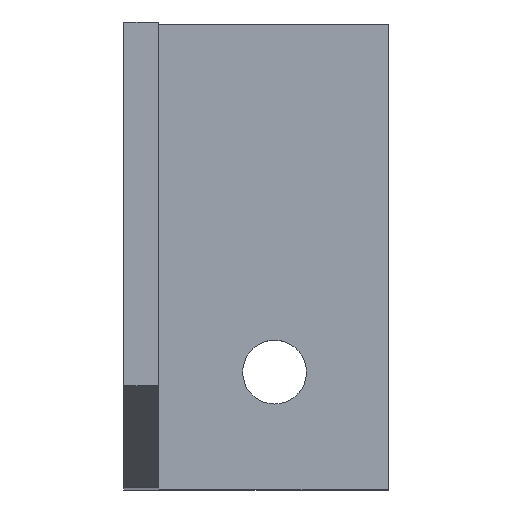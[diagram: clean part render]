
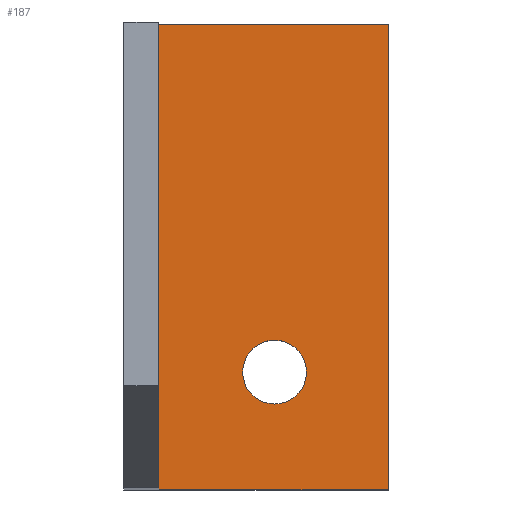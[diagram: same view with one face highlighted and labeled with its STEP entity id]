
A CAD part, top view. The second image highlights one B-rep face of the part: STEP entity #187.
In plain terms, the highlighted planar face has unit normal (0, 0, 1).
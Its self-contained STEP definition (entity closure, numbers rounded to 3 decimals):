
#17=FACE_BOUND('',#36,.T.);
#19=CIRCLE('',#200,2.75);
#24=FACE_OUTER_BOUND('',#35,.T.);
#35=EDGE_LOOP('',(#146,#147,#148,#149));
#36=EDGE_LOOP('',(#150));
#47=LINE('',#268,#69);
#55=LINE('',#289,#77);
#56=LINE('',#291,#78);
#57=LINE('',#292,#79);
#69=VECTOR('',#216,10.);
#77=VECTOR('',#236,10.);
#78=VECTOR('',#237,10.);
#79=VECTOR('',#238,10.);
#86=VERTEX_POINT('',#257);
#91=VERTEX_POINT('',#266);
#97=VERTEX_POINT('',#284);
#98=VERTEX_POINT('',#288);
#99=VERTEX_POINT('',#290);
#107=EDGE_CURVE('',#91,#86,#47,.T.);
#115=EDGE_CURVE('',#97,#97,#19,.T.);
#117=EDGE_CURVE('',#98,#86,#55,.T.);
#118=EDGE_CURVE('',#99,#91,#56,.T.);
#119=EDGE_CURVE('',#99,#98,#57,.T.);
#146=ORIENTED_EDGE('',*,*,#117,.T.);
#147=ORIENTED_EDGE('',*,*,#107,.F.);
#148=ORIENTED_EDGE('',*,*,#118,.F.);
#149=ORIENTED_EDGE('',*,*,#119,.T.);
#150=ORIENTED_EDGE('',*,*,#115,.T.);
#177=PLANE('',#201);
#187=ADVANCED_FACE('',(#24,#17),#177,.T.);
#200=AXIS2_PLACEMENT_3D('',#285,#231,#232);
#201=AXIS2_PLACEMENT_3D('',#287,#234,#235);
#216=DIRECTION('',(1.,0.,0.));
#231=DIRECTION('center_axis',(0.,0.,-1.));
#232=DIRECTION('ref_axis',(1.,0.,0.));
#234=DIRECTION('center_axis',(0.,0.,1.));
#235=DIRECTION('ref_axis',(0.,-1.,0.));
#236=DIRECTION('',(0.,1.,0.));
#237=DIRECTION('',(0.,1.,0.));
#238=DIRECTION('',(1.,0.,0.));
#257=CARTESIAN_POINT('',(159.6,40.,29.));
#266=CARTESIAN_POINT('',(139.8,40.,29.));
#268=CARTESIAN_POINT('',(139.8,40.,29.));
#284=CARTESIAN_POINT('',(147.05,10.05,29.));
#285=CARTESIAN_POINT('Origin',(149.8,10.05,29.));
#287=CARTESIAN_POINT('Origin',(139.8,20.4,29.));
#288=CARTESIAN_POINT('',(159.6,-0.1,29.));
#289=CARTESIAN_POINT('',(159.6,15.275,29.));
#290=CARTESIAN_POINT('',(139.8,-0.1,29.));
#291=CARTESIAN_POINT('',(139.8,10.15,29.));
#292=CARTESIAN_POINT('',(139.8,-0.1,29.));
